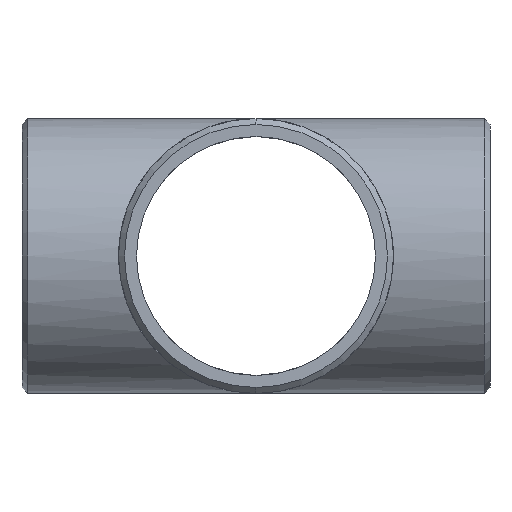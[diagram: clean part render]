
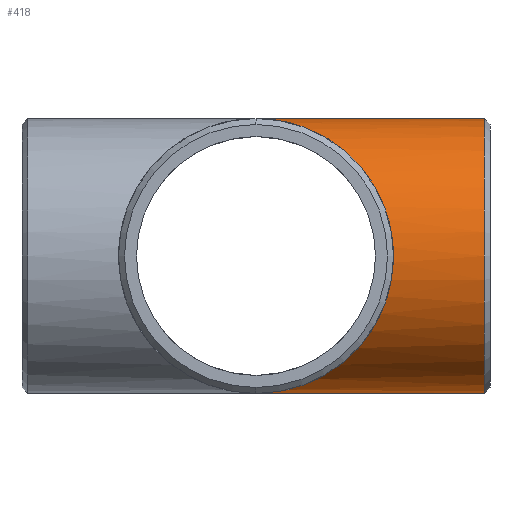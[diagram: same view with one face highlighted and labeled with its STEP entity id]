
A CAD part, left-side view. The second image highlights one B-rep face of the part: STEP entity #418.
In plain terms, the highlighted cylindrical face has radius 84 mm (diameter 168 mm), a partial arc.
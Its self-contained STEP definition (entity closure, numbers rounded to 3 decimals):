
#5 = CARTESIAN_POINT ( 'NONE',  ( 0., 0., 84. ) ) ;
#11 = FACE_OUTER_BOUND ( 'NONE', #497, .T. ) ;
#50 = CARTESIAN_POINT ( 'NONE',  ( 0., 0., -84. ) ) ;
#60 = CARTESIAN_POINT ( 'NONE',  ( 0., -143., -84. ) ) ;
#68 = CARTESIAN_POINT ( 'NONE',  ( -168., -168., -84. ) ) ;
#109 = VECTOR ( 'NONE', #801, 1000. ) ;
#114 = VERTEX_POINT ( 'NONE', #167 ) ;
#120 =( BOUNDED_CURVE ( )  B_SPLINE_CURVE ( 3, ( #485, #68, #734, #5 ),
 .UNSPECIFIED., .F., .T. ) 
 B_SPLINE_CURVE_WITH_KNOTS ( ( 4, 4 ),
 ( 4.712, 7.854 ),
 .UNSPECIFIED. ) 
 CURVE ( )  GEOMETRIC_REPRESENTATION_ITEM ( )  RATIONAL_B_SPLINE_CURVE ( ( 1., 0.333, 0.333, 1. ) ) 
 REPRESENTATION_ITEM ( '' )  );
#151 = ORIENTED_EDGE ( 'NONE', *, *, #715, .F. ) ;
#167 = CARTESIAN_POINT ( 'NONE',  ( 0., -139.343, 84. ) ) ;
#200 = DIRECTION ( 'NONE',  ( 0., 1., 0. ) ) ;
#253 = ORIENTED_EDGE ( 'NONE', *, *, #489, .T. ) ;
#270 = DIRECTION ( 'NONE',  ( 0., 0., -1. ) ) ;
#274 = DIRECTION ( 'NONE',  ( 0., 1., 0. ) ) ;
#319 = AXIS2_PLACEMENT_3D ( 'NONE', #561, #557, #607 ) ;
#330 = CARTESIAN_POINT ( 'NONE',  ( 0., -143., 0. ) ) ;
#369 = CARTESIAN_POINT ( 'NONE',  ( 0., 0., 84. ) ) ;
#404 = CYLINDRICAL_SURFACE ( 'NONE', #488, 84. ) ;
#418 = ADVANCED_FACE ( 'NONE', ( #11 ), #404, .T. ) ;
#485 = CARTESIAN_POINT ( 'NONE',  ( 0., 0., -84. ) ) ;
#488 = AXIS2_PLACEMENT_3D ( 'NONE', #330, #274, #270 ) ;
#489 = EDGE_CURVE ( 'NONE', #114, #718, #699, .T. ) ;
#495 = CARTESIAN_POINT ( 'NONE',  ( 0., -139.343, -84. ) ) ;
#497 = EDGE_LOOP ( 'NONE', ( #685, #253, #642, #151 ) ) ;
#557 = DIRECTION ( 'NONE',  ( 0., 1., 0. ) ) ;
#561 = CARTESIAN_POINT ( 'NONE',  ( 0., -139.343, 0. ) ) ;
#565 = LINE ( 'NONE', #60, #109 ) ;
#607 = DIRECTION ( 'NONE',  ( 0., 0., -1. ) ) ;
#641 = CARTESIAN_POINT ( 'NONE',  ( 0., -143., 84. ) ) ;
#642 = ORIENTED_EDGE ( 'NONE', *, *, #714, .F. ) ;
#681 = VERTEX_POINT ( 'NONE', #50 ) ;
#685 = ORIENTED_EDGE ( 'NONE', *, *, #749, .T. ) ;
#699 = LINE ( 'NONE', #641, #732 ) ;
#714 = EDGE_CURVE ( 'NONE', #681, #718, #120, .T. ) ;
#715 = EDGE_CURVE ( 'NONE', #766, #681, #565, .T. ) ;
#718 = VERTEX_POINT ( 'NONE', #369 ) ;
#732 = VECTOR ( 'NONE', #200, 1000. ) ;
#734 = CARTESIAN_POINT ( 'NONE',  ( -168., -168., 84. ) ) ;
#749 = EDGE_CURVE ( 'NONE', #766, #114, #800, .T. ) ;
#766 = VERTEX_POINT ( 'NONE', #495 ) ;
#800 = CIRCLE ( 'NONE', #319, 84. ) ;
#801 = DIRECTION ( 'NONE',  ( 0., 1., 0. ) ) ;
